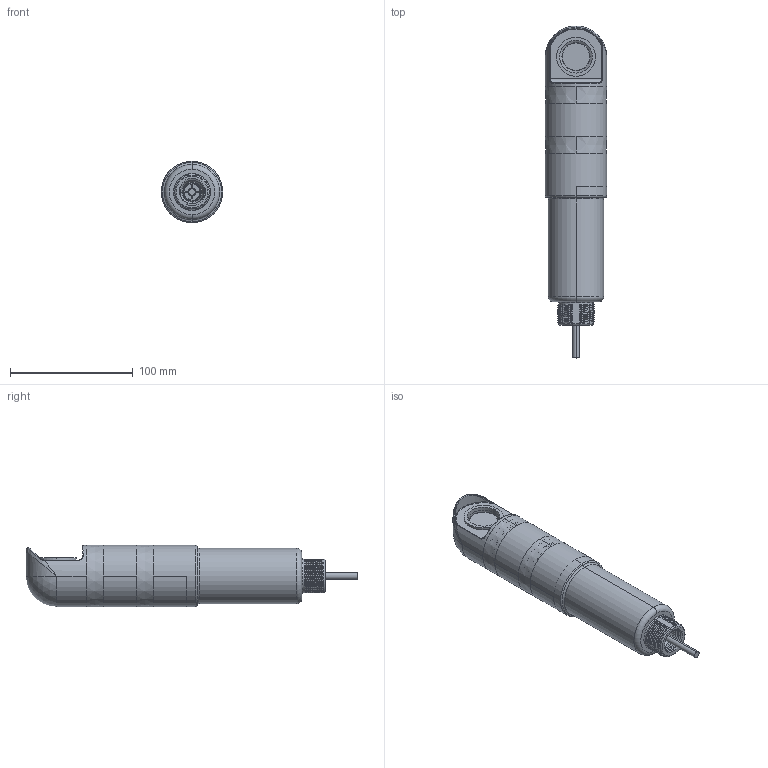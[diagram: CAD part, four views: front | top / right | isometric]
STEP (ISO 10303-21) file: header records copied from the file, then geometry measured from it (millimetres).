
FILE_DESCRIPTION((''),'2;1');
FILE_NAME('168254_SW','2012-10-16T',('banengservice'),('BANNER ENGINEERING'),'PRO/ENGINEER BY PARAMETRIC TECHNOLOGY CORPORATION, 2009141','PRO/ENGINEER BY PARAMETRIC TECHNOLOGY CORPORATION, 2009141','');
FILE_SCHEMA(('CONFIG_CONTROL_DESIGN'));
Products named in the file (1): 168254_SW
Bounding box: 50 x 270.2 x 50 mm (x, y, z)
Volume: 125687.8 mm3; surface area: 98405.9 mm2
Topology: 3 solids, 3 shells, 1477 faces, 4002 edges, 2526 vertices
Faces by surface type: plane 488, bspline 411, cylinder 300, torus 104, cone 98, sphere 76
Entity records: 118700 total; most frequent: CARTESIAN_POINT 84819, ORIENTED_EDGE 8000, DIRECTION 5820, EDGE_CURVE 4000, VERTEX_POINT 2526, AXIS2_PLACEMENT_3D 2205, EDGE_LOOP 1558, FACE_OUTER_BOUND 1477
